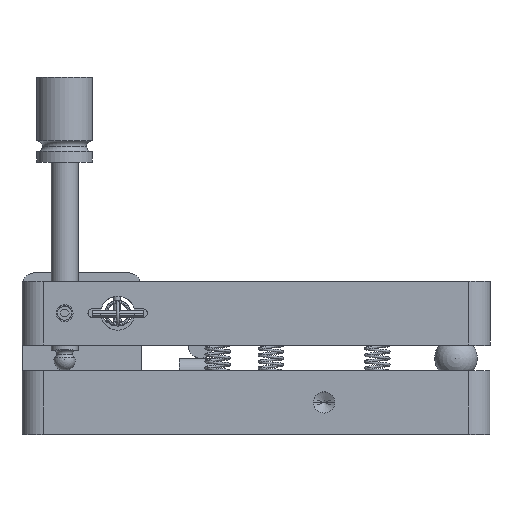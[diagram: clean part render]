
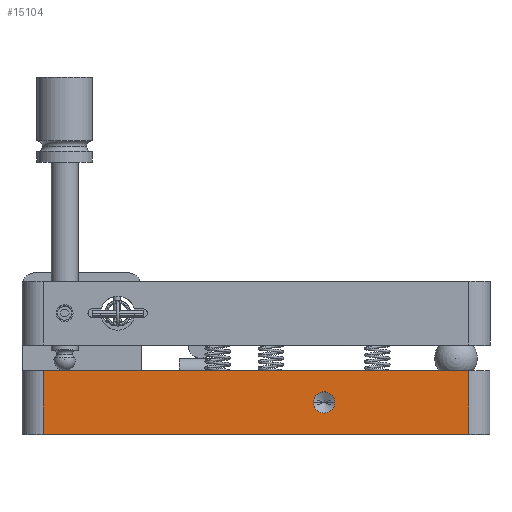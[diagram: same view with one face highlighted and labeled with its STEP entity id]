
A CAD part, top view. The second image highlights one B-rep face of the part: STEP entity #15104.
In plain terms, the highlighted planar face has unit normal (0, 0, 1).
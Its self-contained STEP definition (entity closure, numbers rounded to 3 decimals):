
#373 = CARTESIAN_POINT ( 'NONE',  ( 34., 0., 38. ) ) ;
#484 = VERTEX_POINT ( 'NONE', #3593 ) ;
#1576 = CARTESIAN_POINT ( 'NONE',  ( 2.5, -7.5, 38. ) ) ;
#1871 = VERTEX_POINT ( 'NONE', #28287 ) ;
#1910 = VECTOR ( 'NONE', #6917, 1000. ) ;
#3593 = CARTESIAN_POINT ( 'NONE',  ( -2.5, -7.5, 38. ) ) ;
#4094 = EDGE_CURVE ( 'NONE', #25997, #1871, #5454, .T. ) ;
#4535 = VERTEX_POINT ( 'NONE', #14517 ) ;
#4890 = LINE ( 'NONE', #10283, #34760 ) ;
#5454 = LINE ( 'NONE', #26140, #14033 ) ;
#6011 = VERTEX_POINT ( 'NONE', #1576 ) ;
#6706 = CARTESIAN_POINT ( 'NONE',  ( 0., -7.5, 38. ) ) ;
#6917 = DIRECTION ( 'NONE',  ( 1., 0., 0. ) ) ;
#8366 = DIRECTION ( 'NONE',  ( 1., 0., 0. ) ) ;
#9993 = ORIENTED_EDGE ( 'NONE', *, *, #25736, .F. ) ;
#10283 = CARTESIAN_POINT ( 'NONE',  ( 34., -15., 38. ) ) ;
#14033 = VECTOR ( 'NONE', #26260, 1000. ) ;
#14517 = CARTESIAN_POINT ( 'NONE',  ( 34., -15., 38. ) ) ;
#15104 = ADVANCED_FACE ( 'NONE', ( #18750, #16939 ), #22681, .T. ) ;
#15427 = DIRECTION ( 'NONE',  ( 1., 0., 0. ) ) ;
#16024 = DIRECTION ( 'NONE',  ( 1., 0., 0. ) ) ;
#16171 = ORIENTED_EDGE ( 'NONE', *, *, #24392, .F. ) ;
#16273 = CARTESIAN_POINT ( 'NONE',  ( 0., -7.5, 38. ) ) ;
#16335 = ORIENTED_EDGE ( 'NONE', *, *, #30479, .T. ) ;
#16939 = FACE_OUTER_BOUND ( 'NONE', #32305, .T. ) ;
#16971 = DIRECTION ( 'NONE',  ( 0., 0., 1. ) ) ;
#18548 = CARTESIAN_POINT ( 'NONE',  ( 34., 0., 38. ) ) ;
#18750 = FACE_BOUND ( 'NONE', #24428, .T. ) ;
#18938 = CARTESIAN_POINT ( 'NONE',  ( 34., -15., 38. ) ) ;
#19193 = DIRECTION ( 'NONE',  ( 0., 1., 0. ) ) ;
#19771 = VERTEX_POINT ( 'NONE', #373 ) ;
#19889 = CIRCLE ( 'NONE', #21185, 2.5 ) ;
#20806 = AXIS2_PLACEMENT_3D ( 'NONE', #28977, #16971, #8366 ) ;
#21185 = AXIS2_PLACEMENT_3D ( 'NONE', #16273, #30836, #16024 ) ;
#22681 = PLANE ( 'NONE',  #20806 ) ;
#23739 = ORIENTED_EDGE ( 'NONE', *, *, #34146, .T. ) ;
#24392 = EDGE_CURVE ( 'NONE', #484, #6011, #35020, .T. ) ;
#24428 = EDGE_LOOP ( 'NONE', ( #33608, #16171 ) ) ;
#25736 = EDGE_CURVE ( 'NONE', #1871, #19771, #30879, .T. ) ;
#25997 = VERTEX_POINT ( 'NONE', #31312 ) ;
#26140 = CARTESIAN_POINT ( 'NONE',  ( -66., -15., 38. ) ) ;
#26260 = DIRECTION ( 'NONE',  ( 0., 1., 0. ) ) ;
#28045 = ORIENTED_EDGE ( 'NONE', *, *, #4094, .F. ) ;
#28287 = CARTESIAN_POINT ( 'NONE',  ( -66., 0., 38. ) ) ;
#28977 = CARTESIAN_POINT ( 'NONE',  ( 34., -15., 38. ) ) ;
#29405 = VECTOR ( 'NONE', #19193, 1000. ) ;
#29854 = DIRECTION ( 'NONE',  ( 0., 0., 1. ) ) ;
#30429 = EDGE_CURVE ( 'NONE', #6011, #484, #19889, .T. ) ;
#30479 = EDGE_CURVE ( 'NONE', #4535, #19771, #37164, .T. ) ;
#30836 = DIRECTION ( 'NONE',  ( 0., 0., 1. ) ) ;
#30879 = LINE ( 'NONE', #18548, #1910 ) ;
#31312 = CARTESIAN_POINT ( 'NONE',  ( -66., -15., 38. ) ) ;
#31842 = AXIS2_PLACEMENT_3D ( 'NONE', #6706, #29854, #15427 ) ;
#32305 = EDGE_LOOP ( 'NONE', ( #9993, #28045, #23739, #16335 ) ) ;
#33079 = DIRECTION ( 'NONE',  ( 1., 0., 0. ) ) ;
#33608 = ORIENTED_EDGE ( 'NONE', *, *, #30429, .F. ) ;
#34146 = EDGE_CURVE ( 'NONE', #25997, #4535, #4890, .T. ) ;
#34760 = VECTOR ( 'NONE', #33079, 1000. ) ;
#35020 = CIRCLE ( 'NONE', #31842, 2.5 ) ;
#37164 = LINE ( 'NONE', #18938, #29405 ) ;
